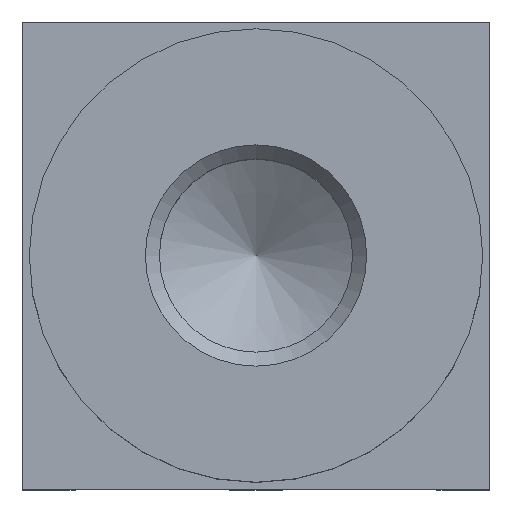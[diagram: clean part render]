
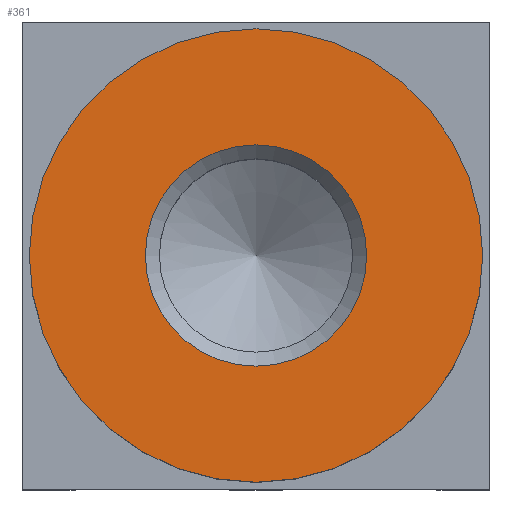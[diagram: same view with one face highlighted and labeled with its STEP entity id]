
A CAD part, top view. The second image highlights one B-rep face of the part: STEP entity #361.
In plain terms, the highlighted planar face has unit normal (0, 0, 1).
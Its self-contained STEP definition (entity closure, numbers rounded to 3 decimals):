
#361 = ADVANCED_FACE( '', ( #757, #758 ), #759, .F. );
#757 = FACE_BOUND( '', #1175, .T. );
#758 = FACE_OUTER_BOUND( '', #1176, .T. );
#759 = PLANE( '', #1177 );
#1175 = EDGE_LOOP( '', ( #2201 ) );
#1176 = EDGE_LOOP( '', ( #2202 ) );
#1177 = AXIS2_PLACEMENT_3D( '', #2203, #2204, #2205 );
#2201 = ORIENTED_EDGE( '', *, *, #2588, .T. );
#2202 = ORIENTED_EDGE( '', *, *, #2861, .F. );
#2203 = CARTESIAN_POINT( '', ( 0., 0., 6.5 ) );
#2204 = DIRECTION( '', ( 0., 0., -1. ) );
#2205 = DIRECTION( '', ( -1., 0., 0. ) );
#2588 = EDGE_CURVE( '', #3145, #3145, #3146, .T. );
#2861 = EDGE_CURVE( '', #3529, #3529, #3530, .T. );
#3145 = VERTEX_POINT( '', #3918 );
#3146 = CIRCLE( '', #3919, 2.367 );
#3529 = VERTEX_POINT( '', #4502 );
#3530 = CIRCLE( '', #4503, 4.85 );
#3918 = CARTESIAN_POINT( '', ( 2.367, 0., 6.5 ) );
#3919 = AXIS2_PLACEMENT_3D( '', #4705, #4706, #4707 );
#4502 = CARTESIAN_POINT( '', ( 4.85, 0., 6.5 ) );
#4503 = AXIS2_PLACEMENT_3D( '', #4911, #4912, #4913 );
#4705 = CARTESIAN_POINT( '', ( 0., 0., 6.5 ) );
#4706 = DIRECTION( '', ( 0., 0., -1. ) );
#4707 = DIRECTION( '', ( 1., 0., 0. ) );
#4911 = CARTESIAN_POINT( '', ( 0., 0., 6.5 ) );
#4912 = DIRECTION( '', ( 0., 0., -1. ) );
#4913 = DIRECTION( '', ( 1., 0., 0. ) );
